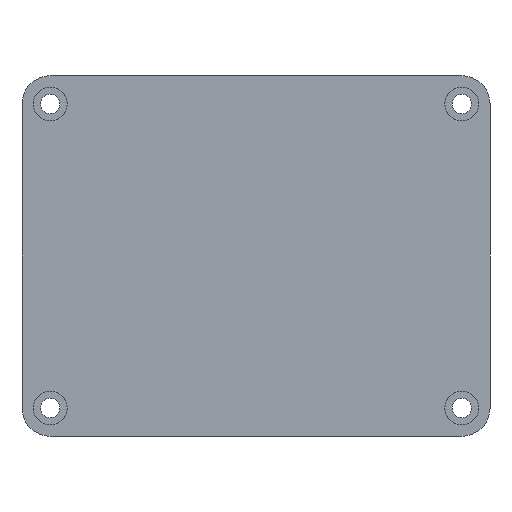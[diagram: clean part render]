
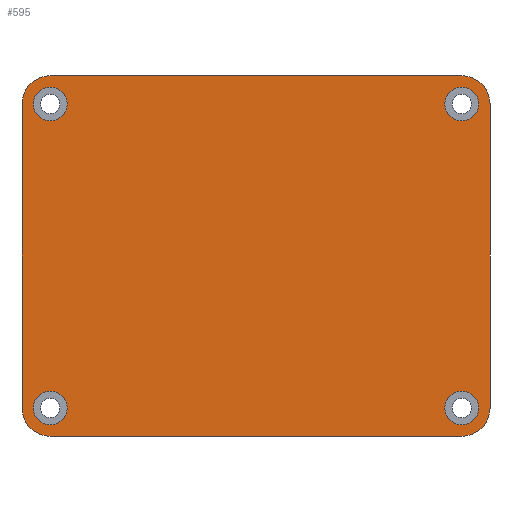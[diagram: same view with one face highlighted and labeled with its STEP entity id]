
A CAD part, front view. The second image highlights one B-rep face of the part: STEP entity #595.
In plain terms, the highlighted planar face has unit normal (0, -1, 0).
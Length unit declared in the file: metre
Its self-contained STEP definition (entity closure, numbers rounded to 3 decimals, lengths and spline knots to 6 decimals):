
#20=LINE('',#987,#60);
#22=LINE('',#991,#62);
#30=LINE('',#1008,#70);
#42=LINE('',#1052,#82);
#60=VECTOR('',#799,1.);
#62=VECTOR('',#803,1.);
#70=VECTOR('',#813,1.);
#82=VECTOR('',#857,1.);
#113=PLANE('',#716);
#206=ORIENTED_EDGE('',*,*,#311,.T.);
#207=ORIENTED_EDGE('',*,*,#309,.T.);
#208=ORIENTED_EDGE('',*,*,#307,.T.);
#209=ORIENTED_EDGE('',*,*,#305,.T.);
#210=ORIENTED_EDGE('',*,*,#284,.T.);
#211=ORIENTED_EDGE('',*,*,#324,.T.);
#212=ORIENTED_EDGE('',*,*,#314,.T.);
#213=ORIENTED_EDGE('',*,*,#325,.T.);
#214=ORIENTED_EDGE('',*,*,#294,.F.);
#215=ORIENTED_EDGE('',*,*,#326,.T.);
#216=ORIENTED_EDGE('',*,*,#286,.F.);
#217=ORIENTED_EDGE('',*,*,#327,.T.);
#284=EDGE_CURVE('',#357,#356,#20,.T.);
#286=EDGE_CURVE('',#358,#359,#22,.T.);
#294=EDGE_CURVE('',#366,#367,#30,.T.);
#305=EDGE_CURVE('',#375,#375,#403,.T.);
#307=EDGE_CURVE('',#377,#377,#405,.T.);
#309=EDGE_CURVE('',#379,#379,#407,.T.);
#311=EDGE_CURVE('',#381,#381,#409,.T.);
#314=EDGE_CURVE('',#382,#383,#42,.T.);
#324=EDGE_CURVE('',#356,#382,#414,.F.);
#325=EDGE_CURVE('',#383,#367,#415,.F.);
#326=EDGE_CURVE('',#366,#359,#416,.F.);
#327=EDGE_CURVE('',#358,#357,#417,.F.);
#356=VERTEX_POINT('',#986);
#357=VERTEX_POINT('',#988);
#358=VERTEX_POINT('',#992);
#359=VERTEX_POINT('',#993);
#366=VERTEX_POINT('',#1009);
#367=VERTEX_POINT('',#1010);
#375=VERTEX_POINT('',#1032);
#377=VERTEX_POINT('',#1037);
#379=VERTEX_POINT('',#1042);
#381=VERTEX_POINT('',#1047);
#382=VERTEX_POINT('',#1053);
#383=VERTEX_POINT('',#1054);
#403=CIRCLE('',#699,0.003);
#405=CIRCLE('',#702,0.003);
#407=CIRCLE('',#705,0.003);
#409=CIRCLE('',#708,0.003);
#414=CIRCLE('',#717,0.005);
#415=CIRCLE('',#718,0.005);
#416=CIRCLE('',#719,0.005);
#417=CIRCLE('',#720,0.005);
#463=EDGE_LOOP('',(#206));
#464=EDGE_LOOP('',(#207));
#465=EDGE_LOOP('',(#208));
#466=EDGE_LOOP('',(#209));
#467=EDGE_LOOP('',(#210,#211,#212,#213,#214,#215,#216,#217));
#529=FACE_BOUND('',#463,.T.);
#530=FACE_BOUND('',#464,.T.);
#531=FACE_BOUND('',#465,.T.);
#532=FACE_BOUND('',#466,.T.);
#533=FACE_BOUND('',#467,.T.);
#595=ADVANCED_FACE('',(#529,#530,#531,#532,#533),#113,.F.);
#699=AXIS2_PLACEMENT_3D('',#1031,#831,#832);
#702=AXIS2_PLACEMENT_3D('',#1036,#837,#838);
#705=AXIS2_PLACEMENT_3D('',#1041,#843,#844);
#708=AXIS2_PLACEMENT_3D('',#1046,#849,#850);
#716=AXIS2_PLACEMENT_3D('',#1067,#873,#874);
#717=AXIS2_PLACEMENT_3D('',#1068,#875,#876);
#718=AXIS2_PLACEMENT_3D('',#1069,#877,#878);
#719=AXIS2_PLACEMENT_3D('',#1070,#879,#880);
#720=AXIS2_PLACEMENT_3D('',#1071,#881,#882);
#799=DIRECTION('',(1.,0.,0.));
#803=DIRECTION('',(0.,0.,1.));
#813=DIRECTION('',(1.,0.,0.));
#831=DIRECTION('',(0.,1.,0.));
#832=DIRECTION('',(1.,0.,0.));
#837=DIRECTION('',(0.,1.,0.));
#838=DIRECTION('',(1.,0.,0.));
#843=DIRECTION('',(0.,1.,0.));
#844=DIRECTION('',(1.,0.,0.));
#849=DIRECTION('',(0.,1.,0.));
#850=DIRECTION('',(1.,0.,0.));
#857=DIRECTION('',(0.,0.,1.));
#873=DIRECTION('',(0.,1.,0.));
#874=DIRECTION('',(1.,0.,0.));
#875=DIRECTION('',(0.,1.,0.));
#876=DIRECTION('',(1.,0.,0.));
#877=DIRECTION('',(0.,1.,0.));
#878=DIRECTION('',(1.,0.,0.));
#879=DIRECTION('',(0.,1.,0.));
#880=DIRECTION('',(1.,0.,0.));
#881=DIRECTION('',(0.,1.,0.));
#882=DIRECTION('',(1.,0.,0.));
#986=CARTESIAN_POINT('',(0.067413,0.,-0.0095));
#987=CARTESIAN_POINT('',(0.030957,0.,-0.0095));
#988=CARTESIAN_POINT('',(-0.0055,0.,-0.0095));
#991=CARTESIAN_POINT('',(-0.0105,0.,0.022431));
#992=CARTESIAN_POINT('',(-0.0105,0.,-0.0045));
#993=CARTESIAN_POINT('',(-0.0105,0.,0.049362));
#1008=CARTESIAN_POINT('',(0.030957,0.,0.054362));
#1009=CARTESIAN_POINT('',(-0.0055,0.,0.054362));
#1010=CARTESIAN_POINT('',(0.067413,0.,0.054362));
#1031=CARTESIAN_POINT('',(0.067413,0.,-0.0045));
#1032=CARTESIAN_POINT('',(0.070413,0.,-0.0045));
#1036=CARTESIAN_POINT('',(-0.0055,0.,-0.0045));
#1037=CARTESIAN_POINT('',(-0.0025,0.,-0.0045));
#1041=CARTESIAN_POINT('',(-0.0055,0.,0.049362));
#1042=CARTESIAN_POINT('',(-0.0025,0.,0.049362));
#1046=CARTESIAN_POINT('',(0.067413,0.,0.049362));
#1047=CARTESIAN_POINT('',(0.070413,0.,0.049362));
#1052=CARTESIAN_POINT('',(0.072413,0.,0.022431));
#1053=CARTESIAN_POINT('',(0.072413,0.,-0.0045));
#1054=CARTESIAN_POINT('',(0.072413,0.,0.049362));
#1067=CARTESIAN_POINT('',(0.030957,0.,0.022431));
#1068=CARTESIAN_POINT('',(0.067413,0.,-0.0045));
#1069=CARTESIAN_POINT('',(0.067413,0.,0.049362));
#1070=CARTESIAN_POINT('',(-0.0055,0.,0.049362));
#1071=CARTESIAN_POINT('',(-0.0055,0.,-0.0045));
